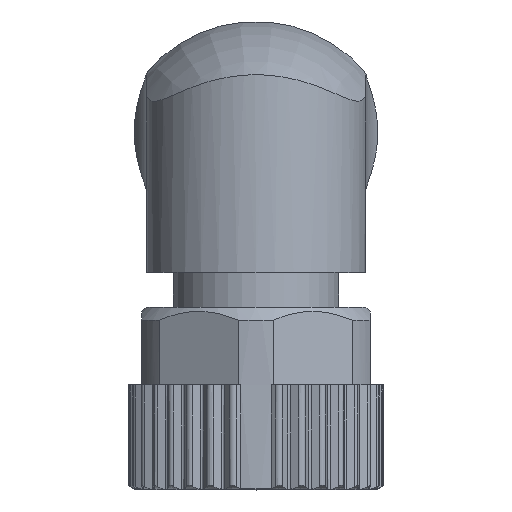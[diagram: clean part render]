
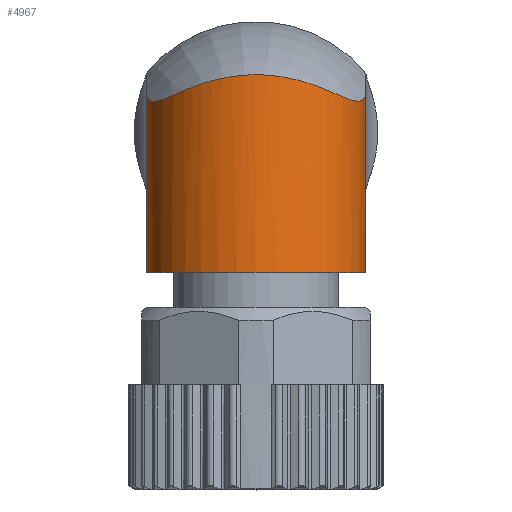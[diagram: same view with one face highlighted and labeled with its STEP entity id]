
A CAD part, top view. The second image highlights one B-rep face of the part: STEP entity #4967.
In plain terms, the highlighted cylindrical face has radius 4.25 mm (diameter 8.5 mm), a partial arc.
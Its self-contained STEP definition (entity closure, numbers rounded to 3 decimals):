
#150=B_SPLINE_CURVE_WITH_KNOTS('',3,(#6331,#6332,#6333,#6334,#6335,#6336,
#6337,#6338,#6339,#6340,#6341),.UNSPECIFIED.,.F.,.F.,(4,1,1,1,1,1,1,1,4),
(0.,0.002,0.003,0.005,
0.007,0.009,0.01,0.012,
0.014),.UNSPECIFIED.);
#528=LINE('',#7759,#774);
#529=LINE('',#7761,#775);
#774=VECTOR('',#6140,1000.);
#775=VECTOR('',#6143,1000.);
#1754=ORIENTED_EDGE('',*,*,#1833,.T.);
#1755=ORIENTED_EDGE('',*,*,#2308,.T.);
#1756=ORIENTED_EDGE('',*,*,#1841,.T.);
#1757=ORIENTED_EDGE('',*,*,#2307,.F.);
#1833=EDGE_CURVE('',#2347,#2348,#150,.T.);
#1841=EDGE_CURVE('',#2353,#2352,#2687,.T.);
#2307=EDGE_CURVE('',#2347,#2352,#528,.T.);
#2308=EDGE_CURVE('',#2348,#2353,#529,.T.);
#2347=VERTEX_POINT('',#6342);
#2348=VERTEX_POINT('',#6343);
#2352=VERTEX_POINT('',#6362);
#2353=VERTEX_POINT('',#6364);
#2687=CIRCLE('',#5015,4.25);
#2996=EDGE_LOOP('',(#1754,#1755,#1756,#1757));
#3231=FACE_BOUND('',#2996,.T.);
#3354=CYLINDRICAL_SURFACE('',#5283,4.25);
#4967=ADVANCED_FACE('',(#3231),#3354,.T.);
#5015=AXIS2_PLACEMENT_3D('',#6363,#5372,#5373);
#5283=AXIS2_PLACEMENT_3D('',#7760,#6141,#6142);
#5372=DIRECTION('',(0.,1.,0.));
#5373=DIRECTION('',(1.,0.,0.));
#6140=DIRECTION('',(0.,-1.,0.));
#6141=DIRECTION('',(0.,-1.,0.));
#6142=DIRECTION('',(0.,0.,-1.));
#6143=DIRECTION('',(0.,-1.,0.));
#6331=CARTESIAN_POINT('',(4.25,1.524,0.));
#6332=CARTESIAN_POINT('',(4.25,1.299,0.53));
#6333=CARTESIAN_POINT('',(4.038,1.013,1.666));
#6334=CARTESIAN_POINT('',(3.069,1.462,3.091));
#6335=CARTESIAN_POINT('',(1.71,2.013,4.008));
#6336=CARTESIAN_POINT('',(0.008,2.264,4.37));
#6337=CARTESIAN_POINT('',(-1.7,2.016,4.014));
#6338=CARTESIAN_POINT('',(-3.068,1.463,3.091));
#6339=CARTESIAN_POINT('',(-4.033,1.014,1.678));
#6340=CARTESIAN_POINT('',(-4.25,1.298,0.531));
#6341=CARTESIAN_POINT('',(-4.25,1.524,0.));
#6342=CARTESIAN_POINT('',(4.25,1.524,0.));
#6343=CARTESIAN_POINT('',(-4.25,1.524,0.));
#6362=CARTESIAN_POINT('',(4.25,-5.45,0.));
#6363=CARTESIAN_POINT('',(0.,-5.45,0.));
#6364=CARTESIAN_POINT('',(-4.25,-5.45,0.));
#7759=CARTESIAN_POINT('',(4.25,5.45,0.));
#7760=CARTESIAN_POINT('',(0.,5.45,0.));
#7761=CARTESIAN_POINT('',(-4.25,5.45,0.));
